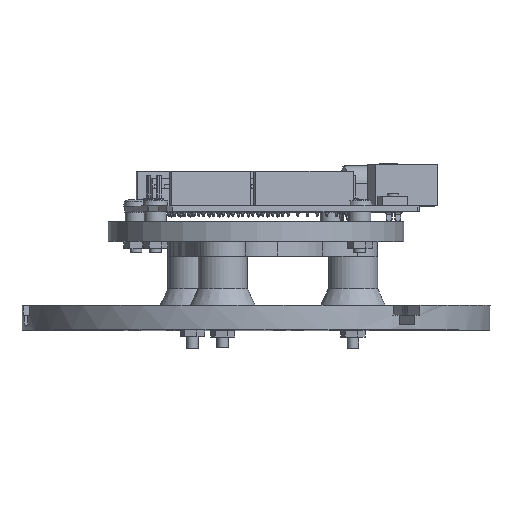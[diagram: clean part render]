
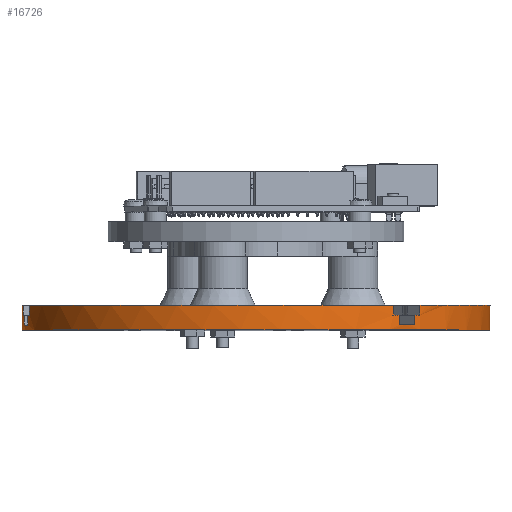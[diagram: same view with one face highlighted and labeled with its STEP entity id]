
A CAD part, top view. The second image highlights one B-rep face of the part: STEP entity #16726.
In plain terms, the highlighted cylindrical face has radius 60.325 mm (diameter 120.65 mm), a full revolution.
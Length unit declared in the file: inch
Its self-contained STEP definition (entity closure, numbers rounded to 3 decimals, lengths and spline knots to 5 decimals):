
#330=LINE($,#24489,#1862);
#333=LINE($,#24496,#1865);
#346=LINE($,#24554,#1878);
#350=LINE($,#24561,#1882);
#358=LINE($,#24585,#1890);
#361=LINE($,#24592,#1893);
#374=LINE($,#24650,#1906);
#378=LINE($,#24657,#1910);
#386=LINE($,#24678,#1918);
#387=LINE($,#24682,#1919);
#388=LINE($,#24686,#1920);
#389=LINE($,#24689,#1921);
#1862=VECTOR($,#19654,0.1);
#1865=VECTOR($,#19659,0.1);
#1878=VECTOR($,#19714,0.1);
#1882=VECTOR($,#19724,0.1);
#1890=VECTOR($,#19758,0.1);
#1893=VECTOR($,#19763,0.1);
#1906=VECTOR($,#19818,0.1);
#1910=VECTOR($,#19828,0.1);
#1918=VECTOR($,#19858,0.1);
#1919=VECTOR($,#19861,0.1);
#1920=VECTOR($,#19864,0.1);
#1921=VECTOR($,#19867,0.1);
#4864=FACE_BOUND($,#6451,.T.);
#5335=FACE_OUTER_BOUND($,#6450,.T.);
#6450=EDGE_LOOP($,(#12396,#12397,#12398,#12399,#12400,#12401,#12402,#12403,
#12404,#12405,#12406,#12407,#12408,#12409,#12410,#12411,#12412,#12413,#12414,
#12415,#12416,#12417,#12418,#12419,#12420));
#6451=EDGE_LOOP($,(#12421));
#7835=CIRCLE($,#17787,2.375);
#7836=CIRCLE($,#17788,2.375);
#7840=CIRCLE($,#17792,2.375);
#7844=CIRCLE($,#17796,2.375);
#7871=CIRCLE($,#17839,2.375);
#7875=CIRCLE($,#17843,2.375);
#7879=CIRCLE($,#17848,2.375);
#7889=CIRCLE($,#17877,2.375);
#7893=CIRCLE($,#17881,2.375);
#7897=CIRCLE($,#17886,2.375);
#7906=CIRCLE($,#17911,2.375);
#7907=CIRCLE($,#17912,2.375);
#7908=CIRCLE($,#17913,2.375);
#7909=CIRCLE($,#17914,2.375);
#8424=VERTEX_POINT($,#24361);
#8433=VERTEX_POINT($,#24380);
#8434=VERTEX_POINT($,#24383);
#8441=VERTEX_POINT($,#24397);
#8442=VERTEX_POINT($,#24399);
#8449=VERTEX_POINT($,#24413);
#8450=VERTEX_POINT($,#24415);
#8479=VERTEX_POINT($,#24488);
#8481=VERTEX_POINT($,#24494);
#8482=VERTEX_POINT($,#24495);
#8490=VERTEX_POINT($,#24514);
#8491=VERTEX_POINT($,#24516);
#8497=VERTEX_POINT($,#24530);
#8509=VERTEX_POINT($,#24584);
#8511=VERTEX_POINT($,#24590);
#8512=VERTEX_POINT($,#24591);
#8520=VERTEX_POINT($,#24610);
#8521=VERTEX_POINT($,#24612);
#8527=VERTEX_POINT($,#24626);
#8538=VERTEX_POINT($,#24677);
#8539=VERTEX_POINT($,#24679);
#8540=VERTEX_POINT($,#24681);
#8541=VERTEX_POINT($,#24683);
#8542=VERTEX_POINT($,#24685);
#8543=VERTEX_POINT($,#24687);
#8544=VERTEX_POINT($,#24690);
#9947=EDGE_CURVE($,#8433,#8424,#7835,.T.);
#9948=EDGE_CURVE($,#8424,#8434,#7836,.T.);
#9956=EDGE_CURVE($,#8441,#8442,#7840,.T.);
#9964=EDGE_CURVE($,#8449,#8450,#7844,.T.);
#9994=EDGE_CURVE($,#8433,#8479,#330,.T.);
#9997=EDGE_CURVE($,#8481,#8482,#333,.T.);
#10001=EDGE_CURVE($,#8479,#8481,#7871,.T.);
#10008=EDGE_CURVE($,#8491,#8490,#7875,.T.);
#10015=EDGE_CURVE($,#8482,#8497,#7879,.T.);
#10026=EDGE_CURVE($,#8490,#8450,#346,.T.);
#10030=EDGE_CURVE($,#8497,#8491,#350,.T.);
#10040=EDGE_CURVE($,#8449,#8509,#358,.T.);
#10043=EDGE_CURVE($,#8511,#8512,#361,.T.);
#10047=EDGE_CURVE($,#8509,#8511,#7889,.T.);
#10054=EDGE_CURVE($,#8521,#8520,#7893,.T.);
#10061=EDGE_CURVE($,#8512,#8527,#7897,.T.);
#10072=EDGE_CURVE($,#8520,#8442,#374,.T.);
#10076=EDGE_CURVE($,#8527,#8521,#378,.T.);
#10085=EDGE_CURVE($,#8441,#8538,#386,.T.);
#10086=EDGE_CURVE($,#8538,#8539,#7906,.T.);
#10087=EDGE_CURVE($,#8539,#8540,#387,.T.);
#10088=EDGE_CURVE($,#8540,#8541,#7907,.T.);
#10089=EDGE_CURVE($,#8541,#8542,#388,.T.);
#10090=EDGE_CURVE($,#8542,#8543,#7908,.T.);
#10091=EDGE_CURVE($,#8543,#8434,#389,.T.);
#10092=EDGE_CURVE($,#8544,#8544,#7909,.T.);
#12396=ORIENTED_EDGE($,*,*,#9994,.T.);
#12397=ORIENTED_EDGE($,*,*,#10001,.T.);
#12398=ORIENTED_EDGE($,*,*,#9997,.T.);
#12399=ORIENTED_EDGE($,*,*,#10015,.T.);
#12400=ORIENTED_EDGE($,*,*,#10030,.T.);
#12401=ORIENTED_EDGE($,*,*,#10008,.T.);
#12402=ORIENTED_EDGE($,*,*,#10026,.T.);
#12403=ORIENTED_EDGE($,*,*,#9964,.F.);
#12404=ORIENTED_EDGE($,*,*,#10040,.T.);
#12405=ORIENTED_EDGE($,*,*,#10047,.T.);
#12406=ORIENTED_EDGE($,*,*,#10043,.T.);
#12407=ORIENTED_EDGE($,*,*,#10061,.T.);
#12408=ORIENTED_EDGE($,*,*,#10076,.T.);
#12409=ORIENTED_EDGE($,*,*,#10054,.T.);
#12410=ORIENTED_EDGE($,*,*,#10072,.T.);
#12411=ORIENTED_EDGE($,*,*,#9956,.F.);
#12412=ORIENTED_EDGE($,*,*,#10085,.T.);
#12413=ORIENTED_EDGE($,*,*,#10086,.T.);
#12414=ORIENTED_EDGE($,*,*,#10087,.T.);
#12415=ORIENTED_EDGE($,*,*,#10088,.T.);
#12416=ORIENTED_EDGE($,*,*,#10089,.T.);
#12417=ORIENTED_EDGE($,*,*,#10090,.T.);
#12418=ORIENTED_EDGE($,*,*,#10091,.T.);
#12419=ORIENTED_EDGE($,*,*,#9948,.F.);
#12420=ORIENTED_EDGE($,*,*,#9947,.F.);
#12421=ORIENTED_EDGE($,*,*,#10092,.F.);
#16468=CYLINDRICAL_SURFACE($,#17910,2.375);
#16726=ADVANCED_FACE($,(#5335,#4864),#16468,.T.);
#17787=AXIS2_PLACEMENT_3D($,#24382,#19543,#19544);
#17788=AXIS2_PLACEMENT_3D($,#24384,#19545,#19546);
#17792=AXIS2_PLACEMENT_3D($,#24400,#19557,#19558);
#17796=AXIS2_PLACEMENT_3D($,#24416,#19569,#19570);
#17839=AXIS2_PLACEMENT_3D($,#24503,#19665,#19666);
#17843=AXIS2_PLACEMENT_3D($,#24517,#19676,#19677);
#17848=AXIS2_PLACEMENT_3D($,#24531,#19689,#19690);
#17877=AXIS2_PLACEMENT_3D($,#24599,#19769,#19770);
#17881=AXIS2_PLACEMENT_3D($,#24613,#19780,#19781);
#17886=AXIS2_PLACEMENT_3D($,#24627,#19793,#19794);
#17910=AXIS2_PLACEMENT_3D($,#24676,#19856,#19857);
#17911=AXIS2_PLACEMENT_3D($,#24680,#19859,#19860);
#17912=AXIS2_PLACEMENT_3D($,#24684,#19862,#19863);
#17913=AXIS2_PLACEMENT_3D($,#24688,#19865,#19866);
#17914=AXIS2_PLACEMENT_3D($,#24691,#19868,#19869);
#19543=DIRECTION('center_axis',(0.,1.,0.));
#19544=DIRECTION('ref_axis',(1.,0.,0.));
#19545=DIRECTION('center_axis',(0.,1.,0.));
#19546=DIRECTION('ref_axis',(1.,0.,0.));
#19557=DIRECTION('center_axis',(0.,1.,0.));
#19558=DIRECTION('ref_axis',(1.,0.,0.));
#19569=DIRECTION('center_axis',(0.,1.,0.));
#19570=DIRECTION('ref_axis',(1.,0.,0.));
#19654=DIRECTION($,(0.,-1.,0.));
#19659=DIRECTION($,(0.,-1.,0.));
#19665=DIRECTION('center_axis',(0.,-1.,0.));
#19666=DIRECTION('ref_axis',(1.,0.,0.));
#19676=DIRECTION('center_axis',(0.,-1.,0.));
#19677=DIRECTION('ref_axis',(1.,0.,0.));
#19689=DIRECTION('center_axis',(0.,-1.,0.));
#19690=DIRECTION('ref_axis',(1.,0.,0.));
#19714=DIRECTION($,(0.,1.,0.));
#19724=DIRECTION($,(0.,1.,0.));
#19758=DIRECTION($,(0.,-1.,0.));
#19763=DIRECTION($,(0.,-1.,0.));
#19769=DIRECTION('center_axis',(0.,-1.,0.));
#19770=DIRECTION('ref_axis',(1.,0.,0.));
#19780=DIRECTION('center_axis',(0.,-1.,0.));
#19781=DIRECTION('ref_axis',(1.,0.,0.));
#19793=DIRECTION('center_axis',(0.,-1.,0.));
#19794=DIRECTION('ref_axis',(1.,0.,0.));
#19818=DIRECTION($,(0.,1.,0.));
#19828=DIRECTION($,(0.,1.,0.));
#19856=DIRECTION('center_axis',(0.,1.,0.));
#19857=DIRECTION('ref_axis',(1.,0.,0.));
#19858=DIRECTION($,(0.,-1.,0.));
#19859=DIRECTION('center_axis',(0.,-1.,0.));
#19860=DIRECTION('ref_axis',(1.,0.,0.));
#19861=DIRECTION($,(0.,-1.,0.));
#19862=DIRECTION('center_axis',(0.,-1.,0.));
#19863=DIRECTION('ref_axis',(1.,0.,0.));
#19864=DIRECTION($,(0.,1.,0.));
#19865=DIRECTION('center_axis',(0.,-1.,0.));
#19866=DIRECTION('ref_axis',(1.,0.,0.));
#19867=DIRECTION($,(0.,1.,0.));
#19868=DIRECTION('center_axis',(0.,-1.,0.));
#19869=DIRECTION('ref_axis',(1.,0.,0.));
#24361=CARTESIAN_POINT('',(2.05681,0.25,-1.1875));
#24380=CARTESIAN_POINT('',(2.13872,0.25,1.03272));
#24382=CARTESIAN_POINT('Origin',(0.,0.25,0.));
#24383=CARTESIAN_POINT('',(0.175,0.25,-2.36854));
#24384=CARTESIAN_POINT('Origin',(0.,0.25,0.));
#24397=CARTESIAN_POINT('',(-0.175,0.25,-2.36854));
#24399=CARTESIAN_POINT('',(-2.13872,0.25,1.03272));
#24400=CARTESIAN_POINT('Origin',(0.,0.25,0.));
#24413=CARTESIAN_POINT('',(-1.96372,0.25,1.33583));
#24415=CARTESIAN_POINT('',(1.96372,0.25,1.33583));
#24416=CARTESIAN_POINT('Origin',(0.,0.25,0.));
#24488=CARTESIAN_POINT('',(2.13872,0.15,1.03272));
#24489=CARTESIAN_POINT($,(2.13872,0.,1.03272));
#24494=CARTESIAN_POINT('',(2.10499,0.15,1.09984));
#24495=CARTESIAN_POINT('',(2.10499,0.05,1.09984));
#24496=CARTESIAN_POINT($,(2.10499,0.,1.09984));
#24503=CARTESIAN_POINT('Origin',(0.,0.15,0.));
#24514=CARTESIAN_POINT('',(1.96372,0.15,1.33583));
#24516=CARTESIAN_POINT('',(2.00499,0.15,1.27305));
#24517=CARTESIAN_POINT('Origin',(0.,0.15,0.));
#24530=CARTESIAN_POINT('',(2.00499,0.05,1.27305));
#24531=CARTESIAN_POINT('Origin',(0.,0.05,0.));
#24554=CARTESIAN_POINT($,(1.96372,0.,1.33583));
#24561=CARTESIAN_POINT($,(2.00499,0.,1.27305));
#24584=CARTESIAN_POINT('',(-1.96372,0.15,1.33583));
#24585=CARTESIAN_POINT($,(-1.96372,0.,1.33583));
#24590=CARTESIAN_POINT('',(-2.00499,0.15,1.27305));
#24591=CARTESIAN_POINT('',(-2.00499,0.05,1.27305));
#24592=CARTESIAN_POINT($,(-2.00499,0.,1.27305));
#24599=CARTESIAN_POINT('Origin',(0.,0.15,0.));
#24610=CARTESIAN_POINT('',(-2.13872,0.15,1.03272));
#24612=CARTESIAN_POINT('',(-2.10499,0.15,1.09984));
#24613=CARTESIAN_POINT('Origin',(0.,0.15,0.));
#24626=CARTESIAN_POINT('',(-2.10499,0.05,1.09984));
#24627=CARTESIAN_POINT('Origin',(0.,0.05,0.));
#24650=CARTESIAN_POINT($,(-2.13872,0.,1.03272));
#24657=CARTESIAN_POINT($,(-2.10499,0.,1.09984));
#24676=CARTESIAN_POINT('Origin',(0.,0.,0.));
#24677=CARTESIAN_POINT('',(-0.175,0.15,-2.36854));
#24678=CARTESIAN_POINT($,(-0.175,0.,-2.36854));
#24679=CARTESIAN_POINT('',(-0.1,0.15,-2.37289));
#24680=CARTESIAN_POINT('Origin',(0.,0.15,0.));
#24681=CARTESIAN_POINT('',(-0.1,0.05,-2.37289));
#24682=CARTESIAN_POINT($,(-0.1,0.,-2.37289));
#24683=CARTESIAN_POINT('',(0.1,0.05,-2.37289));
#24684=CARTESIAN_POINT('Origin',(0.,0.05,0.));
#24685=CARTESIAN_POINT('',(0.1,0.15,-2.37289));
#24686=CARTESIAN_POINT($,(0.1,0.,-2.37289));
#24687=CARTESIAN_POINT('',(0.175,0.15,-2.36854));
#24688=CARTESIAN_POINT('Origin',(0.,0.15,0.));
#24689=CARTESIAN_POINT($,(0.175,0.,-2.36854));
#24690=CARTESIAN_POINT('',(-2.375,0.,0.));
#24691=CARTESIAN_POINT('Origin',(0.,0.,0.));
